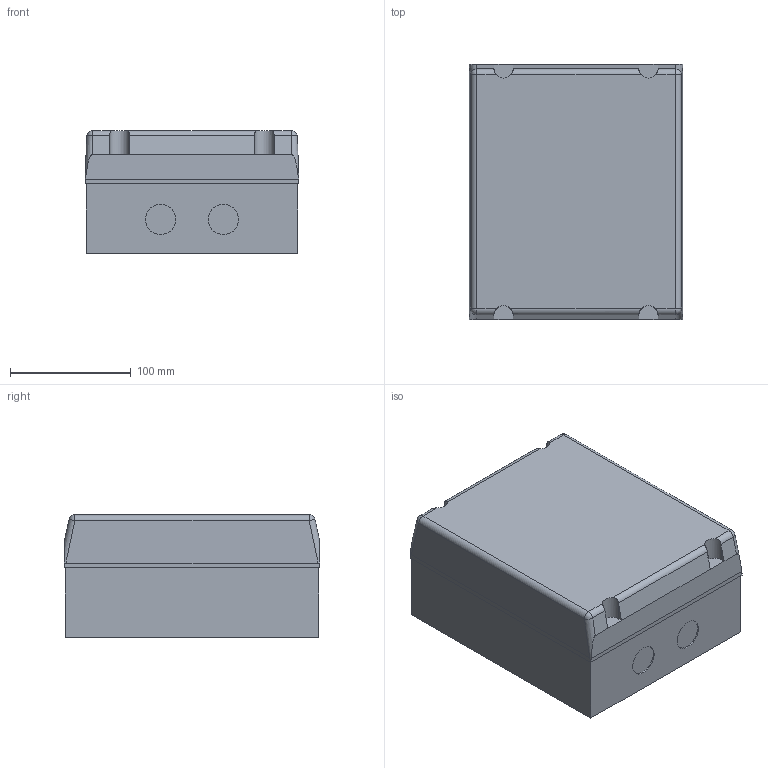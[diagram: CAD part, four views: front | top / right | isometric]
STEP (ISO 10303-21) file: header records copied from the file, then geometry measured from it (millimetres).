
FILE_DESCRIPTION((''),'2;1');
FILE_NAME('3d_M24N.stp','2014-06-05T08:04:41',(''),(''),'Mechanical Desktop 2011','Mechanical Desktop 2011',', , ');
FILE_SCHEMA(('CONFIG_CONTROL_DESIGN'));
Length unit declared in the file: millimetre
Products named in the file (1): Product
Bounding box: 177 x 212 x 101.5 mm (x, y, z)
Volume: 3715583.3 mm3; surface area: 151016.4 mm2
Topology: 1 solids, 1 shells, 65 faces, 158 edges, 96 vertices
Faces by surface type: plane 37, cylinder 24, sphere 4
Entity records: 2055 total; most frequent: CARTESIAN_POINT 428, DIRECTION 334, ORIENTED_EDGE 308, EDGE_CURVE 154, AXIS2_PLACEMENT_3D 122, VERTEX_POINT 96, VECTOR 90, LINE 90
